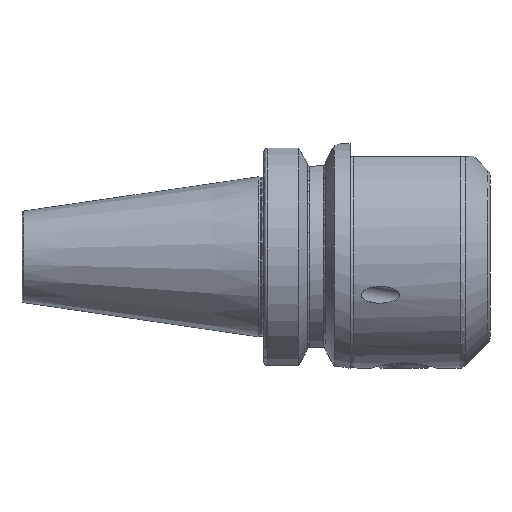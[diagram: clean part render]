
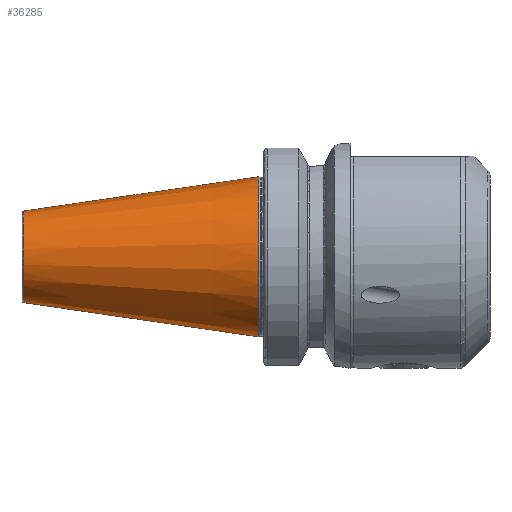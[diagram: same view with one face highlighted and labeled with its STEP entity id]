
A CAD part, front view. The second image highlights one B-rep face of the part: STEP entity #36285.
In plain terms, the highlighted conical face has half-angle 8.297 degrees and reference radius 22.298 mm.
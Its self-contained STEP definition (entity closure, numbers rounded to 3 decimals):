
#3974 = EDGE_LOOP ( 'NONE', ( #11729, #11728, #11725, #11684 ) ) ;
#9212 = DIRECTION ( 'NONE',  ( 0., 0., -1. ) ) ;
#9218 = DIRECTION ( 'NONE',  ( 1., 0., 0. ) ) ;
#9255 = CARTESIAN_POINT ( 'NONE',  ( -1.5, 0., 0. ) ) ;
#10098 = DIRECTION ( 'NONE',  ( 0., 0., -1. ) ) ;
#10109 = DIRECTION ( 'NONE',  ( 1., 0., 0. ) ) ;
#10111 = CARTESIAN_POINT ( 'NONE',  ( -66.972, 0., 0. ) ) ;
#10400 = AXIS2_PLACEMENT_3D ( 'NONE', #34410, #34415, #34400 ) ;
#11193 = EDGE_CURVE ( 'NONE', #20359, #20364, #17015, .T. ) ;
#11206 = EDGE_CURVE ( 'NONE', #20400, #20363, #17049, .T. ) ;
#11684 = ORIENTED_EDGE ( 'NONE', *, *, #11206, .F. ) ;
#11725 = ORIENTED_EDGE ( 'NONE', *, *, #29200, .T. ) ;
#11728 = ORIENTED_EDGE ( 'NONE', *, *, #11193, .T. ) ;
#11729 = ORIENTED_EDGE ( 'NONE', *, *, #29174, .F. ) ;
#16480 = VECTOR ( 'NONE', #24947, 1000. ) ;
#16489 = VECTOR ( 'NONE', #25015, 1000. ) ;
#16500 = LINE ( 'NONE', #24944, #16480 ) ;
#16502 = LINE ( 'NONE', #25014, #16489 ) ;
#16744 = CONICAL_SURFACE ( 'NONE', #10400, 22.298, 0.145 ) ;
#16767 = FACE_OUTER_BOUND ( 'NONE', #3974, .T. ) ;
#17015 = CIRCLE ( 'NONE', #28882, 12.75 ) ;
#17049 = CIRCLE ( 'NONE', #28892, 22.298 ) ;
#20359 = VERTEX_POINT ( 'NONE', #25572 ) ;
#20363 = VERTEX_POINT ( 'NONE', #25558 ) ;
#20364 = VERTEX_POINT ( 'NONE', #25579 ) ;
#20400 = VERTEX_POINT ( 'NONE', #25560 ) ;
#24944 = CARTESIAN_POINT ( 'NONE',  ( -1.5, 0., 22.298 ) ) ;
#24947 = DIRECTION ( 'NONE',  ( 0.99, 0., 0.144 ) ) ;
#25014 = CARTESIAN_POINT ( 'NONE',  ( -1.5, 0., -22.298 ) ) ;
#25015 = DIRECTION ( 'NONE',  ( 0.99, 0., -0.144 ) ) ;
#25558 = CARTESIAN_POINT ( 'NONE',  ( -1.5, 0., -22.298 ) ) ;
#25560 = CARTESIAN_POINT ( 'NONE',  ( -1.5, 0., 22.298 ) ) ;
#25572 = CARTESIAN_POINT ( 'NONE',  ( -66.972, 0., 12.75 ) ) ;
#25579 = CARTESIAN_POINT ( 'NONE',  ( -66.972, 0., -12.75 ) ) ;
#28882 = AXIS2_PLACEMENT_3D ( 'NONE', #10111, #10109, #10098 ) ;
#28892 = AXIS2_PLACEMENT_3D ( 'NONE', #9255, #9218, #9212 ) ;
#29174 = EDGE_CURVE ( 'NONE', #20359, #20400, #16500, .T. ) ;
#29200 = EDGE_CURVE ( 'NONE', #20364, #20363, #16502, .T. ) ;
#34400 = DIRECTION ( 'NONE',  ( 0., 0., -1. ) ) ;
#34410 = CARTESIAN_POINT ( 'NONE',  ( -1.5, 0., 0. ) ) ;
#34415 = DIRECTION ( 'NONE',  ( 1., 0., 0. ) ) ;
#36285 = ADVANCED_FACE ( 'NONE', ( #16767 ), #16744, .T. ) ;
